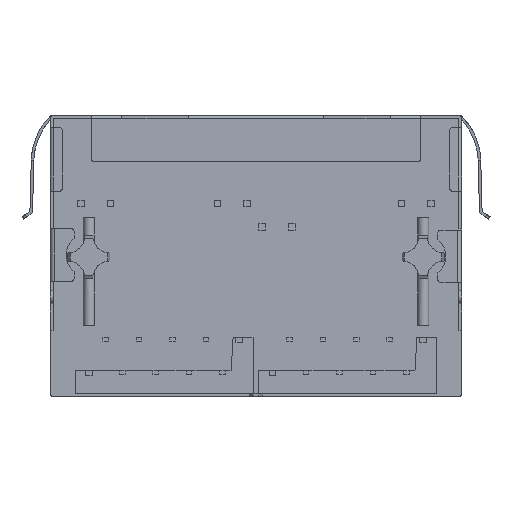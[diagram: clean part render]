
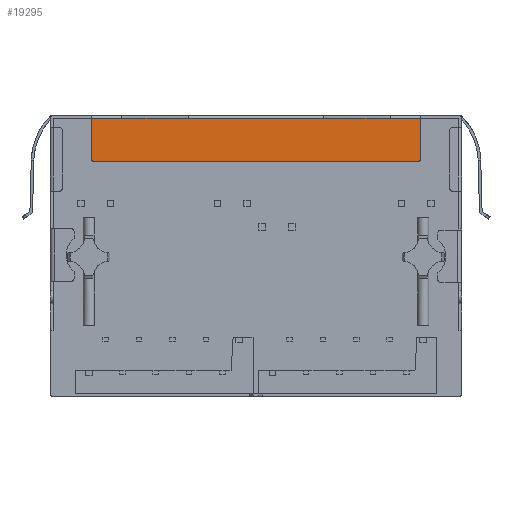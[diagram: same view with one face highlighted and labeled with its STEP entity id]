
A CAD part, front view. The second image highlights one B-rep face of the part: STEP entity #19295.
In plain terms, the highlighted planar face has unit normal (0, -1, 0).
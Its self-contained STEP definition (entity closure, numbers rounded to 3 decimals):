
#5346=DIRECTION('',(-1.,0.,0.));
#5347=VECTOR('',#5346,2.3);
#5348=CARTESIAN_POINT('',(12.5,0.,-0.2));
#5349=LINE('',#5348,#5347);
#5350=DIRECTION('',(0.,0.,-1.));
#5351=VECTOR('',#5350,3.075);
#5352=CARTESIAN_POINT('',(12.5,0.,-0.2));
#5353=LINE('',#5352,#5351);
#5354=CARTESIAN_POINT('',(12.275,0.,-3.275));
#5355=DIRECTION('',(0.,-1.,0.));
#5356=DIRECTION('',(0.,0.,-1.));
#5357=AXIS2_PLACEMENT_3D('',#5354,#5355,#5356);
#5359=DIRECTION('',(-1.,0.,0.));
#5360=VECTOR('',#5359,24.55);
#5361=CARTESIAN_POINT('',(12.275,0.,-3.5));
#5362=LINE('',#5361,#5360);
#5363=CARTESIAN_POINT('',(-12.275,0.,-3.275));
#5364=DIRECTION('',(0.,-1.,0.));
#5365=DIRECTION('',(-1.,0.,0.));
#5366=AXIS2_PLACEMENT_3D('',#5363,#5364,#5365);
#5368=DIRECTION('',(0.,0.,-1.));
#5369=VECTOR('',#5368,3.075);
#5370=CARTESIAN_POINT('',(-12.5,0.,-0.2));
#5371=LINE('',#5370,#5369);
#5372=DIRECTION('',(-1.,0.,0.));
#5373=VECTOR('',#5372,2.3);
#5374=CARTESIAN_POINT('',(-10.2,0.,-0.2));
#5375=LINE('',#5374,#5373);
#5603=DIRECTION('',(-1.,0.,0.));
#5604=VECTOR('',#5603,10.28);
#5605=CARTESIAN_POINT('',(5.14,0.,-0.2));
#5606=LINE('',#5605,#5604);
#5615=DIRECTION('',(-1.,0.,0.));
#5616=VECTOR('',#5615,5.06);
#5617=CARTESIAN_POINT('',(-5.14,0.,-0.2));
#5618=LINE('',#5617,#5616);
#5639=DIRECTION('',(-1.,0.,0.));
#5640=VECTOR('',#5639,5.06);
#5641=CARTESIAN_POINT('',(10.2,0.,-0.2));
#5642=LINE('',#5641,#5640);
#10911=CARTESIAN_POINT('',(-12.5,0.,-3.275));
#10912=CARTESIAN_POINT('',(-12.275,0.,-3.5));
#10913=VERTEX_POINT('',#10911);
#10914=VERTEX_POINT('',#10912);
#11111=CARTESIAN_POINT('',(12.275,0.,-3.5));
#11112=CARTESIAN_POINT('',(12.5,0.,-3.275));
#11113=VERTEX_POINT('',#11111);
#11114=VERTEX_POINT('',#11112);
#11137=CARTESIAN_POINT('',(12.5,0.,-0.2));
#11138=VERTEX_POINT('',#11137);
#11139=CARTESIAN_POINT('',(-12.5,0.,-0.2));
#11140=VERTEX_POINT('',#11139);
#12741=CARTESIAN_POINT('',(-10.2,0.,-0.2));
#12743=VERTEX_POINT('',#12741);
#12745=CARTESIAN_POINT('',(10.2,0.,-0.2));
#12747=VERTEX_POINT('',#12745);
#12822=CARTESIAN_POINT('',(5.14,0.,-0.2));
#12824=VERTEX_POINT('',#12822);
#12825=CARTESIAN_POINT('',(-5.14,0.,-0.2));
#12827=VERTEX_POINT('',#12825);
#19272=CARTESIAN_POINT('',(-15.62,0.,0.));
#19273=DIRECTION('',(0.,-1.,0.));
#19274=DIRECTION('',(0.,0.,-1.));
#19275=AXIS2_PLACEMENT_3D('',#19272,#19273,#19274);
#19276=PLANE('',#19275);
#19278=ORIENTED_EDGE('',*,*,#19277,.F.);
#19280=ORIENTED_EDGE('',*,*,#19279,.F.);
#19281=ORIENTED_EDGE('',*,*,#19056,.F.);
#19282=ORIENTED_EDGE('',*,*,#19072,.T.);
#19284=ORIENTED_EDGE('',*,*,#19283,.F.);
#19286=ORIENTED_EDGE('',*,*,#19285,.T.);
#19288=ORIENTED_EDGE('',*,*,#19287,.F.);
#19289=ORIENTED_EDGE('',*,*,#18542,.F.);
#19290=ORIENTED_EDGE('',*,*,#18558,.F.);
#19292=ORIENTED_EDGE('',*,*,#19291,.F.);
#19293=EDGE_LOOP('',(#19278,#19280,#19281,#19282,#19284,#19286,#19288,#19289,
#19290,#19292));
#19294=FACE_OUTER_BOUND('',#19293,.F.);
#5358=CIRCLE('',#5357,0.225);
#5367=CIRCLE('',#5366,0.225);
#18542=EDGE_CURVE('',#11140,#10913,#5371,.T.);
#18558=EDGE_CURVE('',#12743,#11140,#5375,.T.);
#19056=EDGE_CURVE('',#11138,#12747,#5349,.T.);
#19072=EDGE_CURVE('',#11138,#11114,#5353,.T.);
#19277=EDGE_CURVE('',#12824,#12827,#5606,.T.);
#19279=EDGE_CURVE('',#12747,#12824,#5642,.T.);
#19283=EDGE_CURVE('',#11113,#11114,#5358,.T.);
#19285=EDGE_CURVE('',#11113,#10914,#5362,.T.);
#19287=EDGE_CURVE('',#10913,#10914,#5367,.T.);
#19291=EDGE_CURVE('',#12827,#12743,#5618,.T.);
#19295=ADVANCED_FACE('',(#19294),#19276,.T.);
